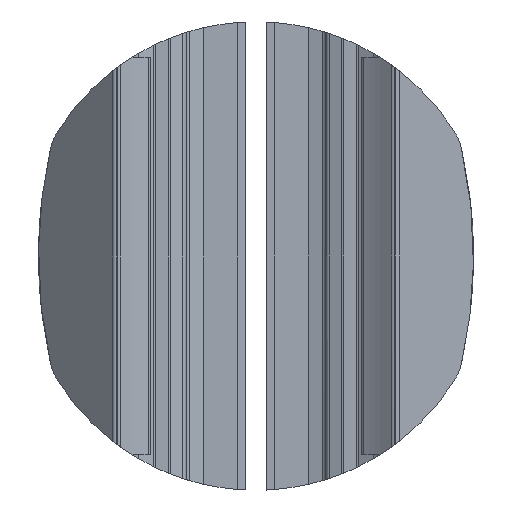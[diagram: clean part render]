
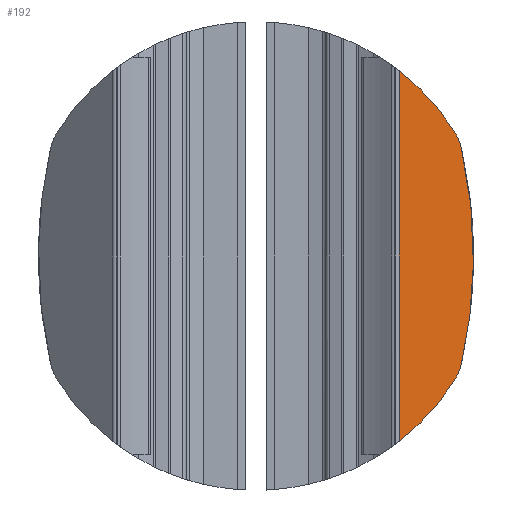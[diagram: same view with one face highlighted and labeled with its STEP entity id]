
A CAD part, left-side view. The second image highlights one B-rep face of the part: STEP entity #192.
In plain terms, the highlighted planar face has unit normal (-0.707, -0.707, 0).
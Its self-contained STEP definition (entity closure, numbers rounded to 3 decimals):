
#192 = ADVANCED_FACE ( 'NONE', ( #3738 ), #5016, .F. ) ;
#872 =( BOUNDED_CURVE ( )  B_SPLINE_CURVE ( 3, ( #6204, #6205, #6206, #6207 ),
 .UNSPECIFIED., .F., .T. ) 
 B_SPLINE_CURVE_WITH_KNOTS ( ( 4, 4 ),
 ( 2.228, 2.586 ),
 .UNSPECIFIED. ) 
 CURVE ( )  GEOMETRIC_REPRESENTATION_ITEM ( )  RATIONAL_B_SPLINE_CURVE ( ( 1., 0.989, 0.989, 1. ) ) 
 REPRESENTATION_ITEM ( '' )  );
#873 =( BOUNDED_CURVE ( )  B_SPLINE_CURVE ( 3, ( #6208, #6209, #6210, #6211 ),
 .UNSPECIFIED., .F., .T. ) 
 B_SPLINE_CURVE_WITH_KNOTS ( ( 4, 4 ),
 ( 2.916, 3.367 ),
 .UNSPECIFIED. ) 
 CURVE ( )  GEOMETRIC_REPRESENTATION_ITEM ( )  RATIONAL_B_SPLINE_CURVE ( ( 1., 0.983, 0.983, 1. ) ) 
 REPRESENTATION_ITEM ( '' )  );
#874 =( BOUNDED_CURVE ( )  B_SPLINE_CURVE ( 3, ( #6891, #6892, #6893, #6203 ),
 .UNSPECIFIED., .F., .T. ) 
 B_SPLINE_CURVE_WITH_KNOTS ( ( 4, 4 ),
 ( 3.697, 4.055 ),
 .UNSPECIFIED. ) 
 CURVE ( )  GEOMETRIC_REPRESENTATION_ITEM ( )  RATIONAL_B_SPLINE_CURVE ( ( 1., 0.989, 0.989, 1. ) ) 
 REPRESENTATION_ITEM ( '' )  );
#1067 =( BOUNDED_CURVE ( )  B_SPLINE_CURVE ( 3, ( #3364, #3365, #3366, #3367 ),
 .UNSPECIFIED., .F., .T. ) 
 B_SPLINE_CURVE_WITH_KNOTS ( ( 4, 4 ),
 ( 3.367, 3.697 ),
 .UNSPECIFIED. ) 
 CURVE ( )  GEOMETRIC_REPRESENTATION_ITEM ( )  RATIONAL_B_SPLINE_CURVE ( ( 1., 0.991, 0.991, 1. ) ) 
 REPRESENTATION_ITEM ( '' )  );
#1068 =( BOUNDED_CURVE ( )  B_SPLINE_CURVE ( 3, ( #3378, #3379, #3380, #3381 ),
 .UNSPECIFIED., .F., .F. ) 
 B_SPLINE_CURVE_WITH_KNOTS ( ( 4, 4 ),
 ( 2.586, 2.916 ),
 .UNSPECIFIED. ) 
 CURVE ( )  GEOMETRIC_REPRESENTATION_ITEM ( )  RATIONAL_B_SPLINE_CURVE ( ( 1., 0.991, 0.991, 1. ) ) 
 REPRESENTATION_ITEM ( '' )  );
#2798 = EDGE_CURVE ( 'NONE', #5348, #5349, #1067, .T. ) ;
#2802 = EDGE_CURVE ( 'NONE', #5355, #5357, #1068, .T. ) ;
#2805 = EDGE_CURVE ( 'NONE', #4504, #5057, #3390, .T. ) ;
#2984 = EDGE_CURVE ( 'NONE', #5355, #5057, #874, .T. ) ;
#2985 = EDGE_CURVE ( 'NONE', #4504, #5349, #872, .T. ) ;
#2986 = EDGE_CURVE ( 'NONE', #5348, #5357, #873, .T. ) ;
#3364 = CARTESIAN_POINT ( 'NONE',  ( -33.822, -7.481, 6.474 ) ) ;
#3365 = CARTESIAN_POINT ( 'NONE',  ( -33.896, -7.407, 6.798 ) ) ;
#3366 = CARTESIAN_POINT ( 'NONE',  ( -34.023, -7.28, 7.106 ) ) ;
#3367 = CARTESIAN_POINT ( 'NONE',  ( -34.198, -7.105, 7.388 ) ) ;
#3378 = CARTESIAN_POINT ( 'NONE',  ( -34.198, -7.105, -7.388 ) ) ;
#3379 = CARTESIAN_POINT ( 'NONE',  ( -34.023, -7.28, -7.106 ) ) ;
#3380 = CARTESIAN_POINT ( 'NONE',  ( -33.896, -7.407, -6.798 ) ) ;
#3381 = CARTESIAN_POINT ( 'NONE',  ( -33.822, -7.481, -6.474 ) ) ;
#3390 = LINE ( 'NONE', #3391, #4885 ) ;
#3391 = CARTESIAN_POINT ( 'NONE',  ( -37.532, -3.771, 25. ) ) ;
#3392 = DIRECTION ( 'NONE',  ( 0., 0., -1. ) ) ;
#3738 = FACE_OUTER_BOUND ( 'NONE', #3822, .T. ) ;
#3740 = AXIS2_PLACEMENT_3D ( 'NONE', #5017, #5018, #5019 ) ;
#3822 = EDGE_LOOP ( 'NONE', ( #5112, #5111, #5110, #5109, #5108, #5107 ) ) ;
#4504 = VERTEX_POINT ( 'NONE', #6047 ) ;
#4885 = VECTOR ( 'NONE', #3392, 1000. ) ;
#5016 = PLANE ( 'NONE',  #3740 ) ;
#5017 = CARTESIAN_POINT ( 'NONE',  ( -32.068, -9.236, 25. ) ) ;
#5018 = DIRECTION ( 'NONE',  ( 0.707, 0.707, 0. ) ) ;
#5019 = DIRECTION ( 'NONE',  ( -0.707, 0.707, 0. ) ) ;
#5057 = VERTEX_POINT ( 'NONE', #6054 ) ;
#5107 = ORIENTED_EDGE ( 'NONE', *, *, #2802, .T. ) ;
#5108 = ORIENTED_EDGE ( 'NONE', *, *, #2984, .F. ) ;
#5109 = ORIENTED_EDGE ( 'NONE', *, *, #2805, .T. ) ;
#5110 = ORIENTED_EDGE ( 'NONE', *, *, #2985, .F. ) ;
#5111 = ORIENTED_EDGE ( 'NONE', *, *, #2798, .T. ) ;
#5112 = ORIENTED_EDGE ( 'NONE', *, *, #2986, .F. ) ;
#5348 = VERTEX_POINT ( 'NONE', #5707 ) ;
#5349 = VERTEX_POINT ( 'NONE', #5708 ) ;
#5355 = VERTEX_POINT ( 'NONE', #5711 ) ;
#5357 = VERTEX_POINT ( 'NONE', #5712 ) ;
#5707 = CARTESIAN_POINT ( 'NONE',  ( -33.822, -7.481, 6.474 ) ) ;
#5708 = CARTESIAN_POINT ( 'NONE',  ( -34.198, -7.105, 7.388 ) ) ;
#5711 = CARTESIAN_POINT ( 'NONE',  ( -34.198, -7.105, -7.388 ) ) ;
#5712 = CARTESIAN_POINT ( 'NONE',  ( -33.822, -7.481, -6.474 ) ) ;
#6047 = CARTESIAN_POINT ( 'NONE',  ( -37.532, -3.771, 11.08 ) ) ;
#6054 = CARTESIAN_POINT ( 'NONE',  ( -37.532, -3.771, -11.08 ) ) ;
#6203 = CARTESIAN_POINT ( 'NONE',  ( -37.532, -3.771, -11.08 ) ) ;
#6204 = CARTESIAN_POINT ( 'NONE',  ( -37.532, -3.771, 11.08 ) ) ;
#6205 = CARTESIAN_POINT ( 'NONE',  ( -36.206, -5.097, 10.055 ) ) ;
#6206 = CARTESIAN_POINT ( 'NONE',  ( -35.083, -6.221, 8.811 ) ) ;
#6207 = CARTESIAN_POINT ( 'NONE',  ( -34.198, -7.105, 7.388 ) ) ;
#6208 = CARTESIAN_POINT ( 'NONE',  ( -33.822, -7.481, 6.474 ) ) ;
#6209 = CARTESIAN_POINT ( 'NONE',  ( -32.842, -8.461, 2.195 ) ) ;
#6210 = CARTESIAN_POINT ( 'NONE',  ( -32.842, -8.461, -2.195 ) ) ;
#6211 = CARTESIAN_POINT ( 'NONE',  ( -33.822, -7.481, -6.474 ) ) ;
#6891 = CARTESIAN_POINT ( 'NONE',  ( -34.198, -7.105, -7.388 ) ) ;
#6892 = CARTESIAN_POINT ( 'NONE',  ( -35.083, -6.221, -8.811 ) ) ;
#6893 = CARTESIAN_POINT ( 'NONE',  ( -36.206, -5.097, -10.055 ) ) ;
